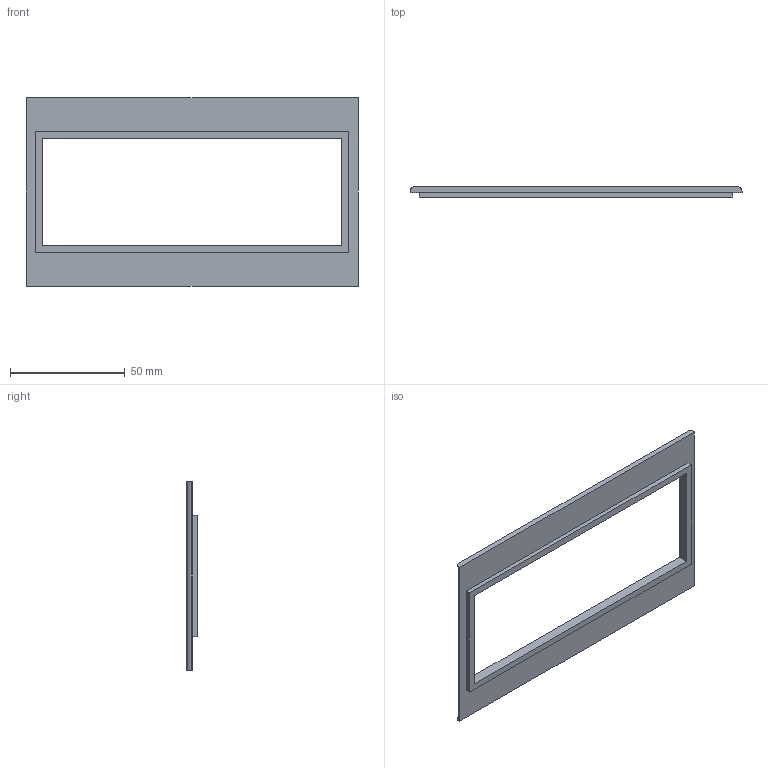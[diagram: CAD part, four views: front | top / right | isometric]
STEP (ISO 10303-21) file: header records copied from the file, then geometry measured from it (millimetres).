
FILE_DESCRIPTION(('CATIA V5 STEP Exchange'),'2;1');
FILE_NAME('1SDH001295R0093_1PA_001_00_XT1_4P_FIXED_MOSTRINA_DIFFERENZIAL.stp','2014-11-11T15:20:26+00:00',('none'),('none'),'CATIA Version 5 Release 20 SP 1 (IN-10)','CATIA V5 STEP AP214','none');
FILE_SCHEMA(('AUTOMOTIVE_DESIGN { 1 0 10303 214 1 1 1 1 }'));
Length unit declared in the file: millimetre
Products named in the file (1): 1SDH001295R0093_1PA_001_00_XT1_4P_FIXED_MOSTRINA_DIFFERENZIAL
Bounding box: 144.6 x 4.5 x 82 mm (x, y, z)
Volume: 16359.9 mm3; surface area: 14783.6 mm2
Topology: 1 solids, 1 shells, 17 faces, 42 edges, 28 vertices
Faces by surface type: plane 15, cylinder 2
Entity records: 648 total; most frequent: CARTESIAN_POINT 89, ORIENTED_EDGE 84, DIRECTION 78, EDGE_CURVE 42, VECTOR 38, LINE 38, VERTEX_POINT 28, AXIS2_PLACEMENT_3D 23
